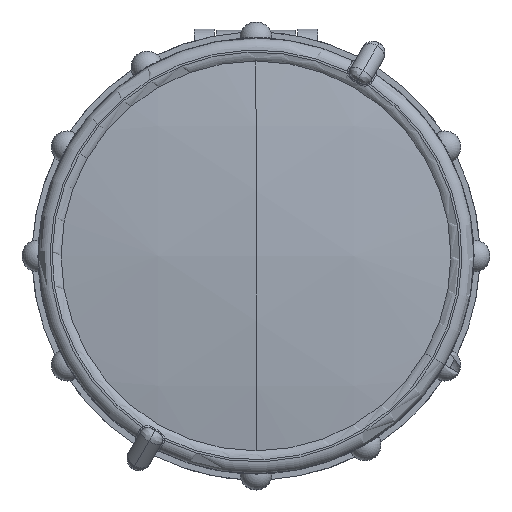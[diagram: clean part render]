
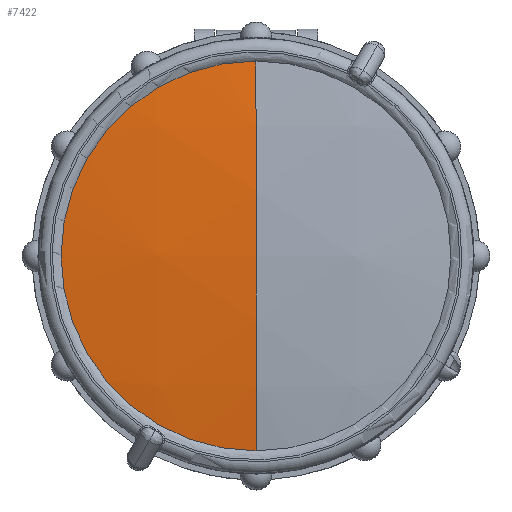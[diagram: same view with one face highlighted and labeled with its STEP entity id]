
A CAD part, top view. The second image highlights one B-rep face of the part: STEP entity #7422.
In plain terms, the highlighted spherical face has radius 335 mm.
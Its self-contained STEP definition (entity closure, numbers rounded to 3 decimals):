
#1641 = CARTESIAN_POINT ( 'NONE',  ( 0., 0., 13.463 ) ) ;
#2159 = CARTESIAN_POINT ( 'NONE',  ( 0., 0., 13.463 ) ) ;
#5168 = DIRECTION ( 'NONE',  ( 0., 1., 0. ) ) ;
#7292 = EDGE_CURVE ( 'NONE', #47120, #36771, #18964, .T. ) ;
#7422 = ADVANCED_FACE ( 'NONE', ( #31881 ), #28255, .T. ) ;
#8657 = EDGE_CURVE ( 'NONE', #36771, #32072, #39085, .T. ) ;
#10027 = CIRCLE ( 'NONE', #43101, 335. ) ;
#11322 = ORIENTED_EDGE ( 'NONE', *, *, #8657, .F. ) ;
#11470 = CARTESIAN_POINT ( 'NONE',  ( 0., -48.75, 13.463 ) ) ;
#12839 = DIRECTION ( 'NONE',  ( 1., 0., 0. ) ) ;
#16296 = DIRECTION ( 'NONE',  ( -1., 0., 0. ) ) ;
#16823 = DIRECTION ( 'NONE',  ( 0., 0., -1. ) ) ;
#18964 = CIRCLE ( 'NONE', #23621, 335. ) ;
#19642 = CARTESIAN_POINT ( 'NONE',  ( 0., 48.75, 13.463 ) ) ;
#20269 = VERTEX_POINT ( 'NONE', #19642 ) ;
#20628 = CARTESIAN_POINT ( 'NONE',  ( -42.219, 24.375, 13.463 ) ) ;
#21036 = EDGE_CURVE ( 'NONE', #32072, #20269, #37428, .T. ) ;
#21312 = AXIS2_PLACEMENT_3D ( 'NONE', #28505, #42952, #43195 ) ;
#23621 = AXIS2_PLACEMENT_3D ( 'NONE', #37900, #12839, #5168 ) ;
#26716 = ORIENTED_EDGE ( 'NONE', *, *, #33358, .T. ) ;
#27490 = DIRECTION ( 'NONE',  ( -1., 0., 0. ) ) ;
#28255 = SPHERICAL_SURFACE ( 'NONE', #21312, 335. ) ;
#28505 = CARTESIAN_POINT ( 'NONE',  ( 0., 0., -317.971 ) ) ;
#29625 = ORIENTED_EDGE ( 'NONE', *, *, #21036, .F. ) ;
#31881 = FACE_OUTER_BOUND ( 'NONE', #34476, .T. ) ;
#32072 = VERTEX_POINT ( 'NONE', #20628 ) ;
#32858 = CARTESIAN_POINT ( 'NONE',  ( 0., 0., 17.029 ) ) ;
#33358 = EDGE_CURVE ( 'NONE', #47120, #20269, #10027, .T. ) ;
#33730 = AXIS2_PLACEMENT_3D ( 'NONE', #1641, #38202, #16296 ) ;
#34476 = EDGE_LOOP ( 'NONE', ( #40744, #26716, #29625, #11322 ) ) ;
#34725 = CARTESIAN_POINT ( 'NONE',  ( 0., 0., -317.971 ) ) ;
#35446 = DIRECTION ( 'NONE',  ( 0., -1., 0. ) ) ;
#36771 = VERTEX_POINT ( 'NONE', #11470 ) ;
#37428 = CIRCLE ( 'NONE', #44401, 48.75 ) ;
#37900 = CARTESIAN_POINT ( 'NONE',  ( 0., 0., -317.971 ) ) ;
#38202 = DIRECTION ( 'NONE',  ( 0., 0., -1. ) ) ;
#39085 = CIRCLE ( 'NONE', #33730, 48.75 ) ;
#40744 = ORIENTED_EDGE ( 'NONE', *, *, #7292, .F. ) ;
#42952 = DIRECTION ( 'NONE',  ( -1., 0., 0. ) ) ;
#43101 = AXIS2_PLACEMENT_3D ( 'NONE', #34725, #27490, #35446 ) ;
#43195 = DIRECTION ( 'NONE',  ( 0., -1., 0. ) ) ;
#44401 = AXIS2_PLACEMENT_3D ( 'NONE', #2159, #16823, #44610 ) ;
#44610 = DIRECTION ( 'NONE',  ( -1., 0., 0. ) ) ;
#47120 = VERTEX_POINT ( 'NONE', #32858 ) ;
